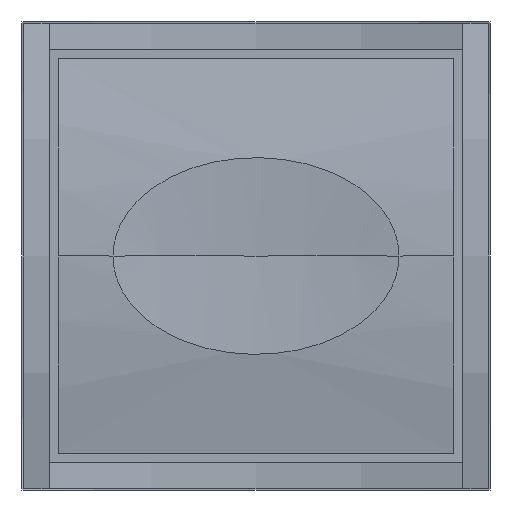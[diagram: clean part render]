
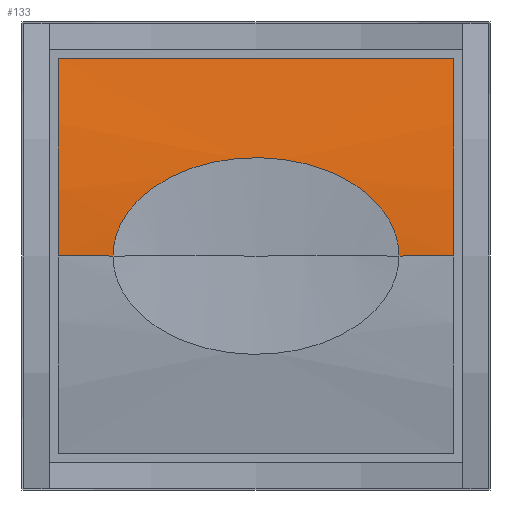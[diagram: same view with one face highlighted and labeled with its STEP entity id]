
A CAD part, front view. The second image highlights one B-rep face of the part: STEP entity #133.
In plain terms, the highlighted cylindrical face has radius 33.976 mm (diameter 67.952 mm), a partial arc.
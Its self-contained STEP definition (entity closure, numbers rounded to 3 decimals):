
#3=CARTESIAN_POINT('POINT2',(5.5,-10.2,0.));
#4=VERTEX_POINT('VERTEX2',#3);
#12=CARTESIAN_POINT('POINT3',(-5.5,-10.2,0.));
#13=VERTEX_POINT('VERTEX3',#12);
#14=B_SPLINE_CURVE_WITH_KNOTS('SPLINE_CRV1',3,(#15,#16,#17,#18,#19,#20,
   #21,#22,#23,#24,#25,#26,#27,#28,#29,#30,#31,#32,#33,#34,#35,#36,#37),
   .UNSPECIFIED.,.F.,.F.,(4,2,2,2,2,3,2,2,2,2,4),(0.842,
   0.877,0.911,0.964,
   1.017,1.122,1.228,
   1.281,1.334,1.368,
   1.403),.UNSPECIFIED.);
#15=CARTESIAN_POINT('',(5.5,-10.2,0.));
#16=CARTESIAN_POINT('',(5.5,-10.2,0.294));
#17=CARTESIAN_POINT('',(5.447,-10.196,
   0.609));
#18=CARTESIAN_POINT('',(5.234,-10.18,
   1.204));
#19=CARTESIAN_POINT('',(5.075,-10.168,
   1.483));
#20=CARTESIAN_POINT('',(4.635,-10.138,
   2.079));
#21=CARTESIAN_POINT('',(4.306,-10.117,
   2.384));
#22=CARTESIAN_POINT('',(3.566,-10.077,
   2.905));
#23=CARTESIAN_POINT('',(3.156,-10.057,
   3.119));
#24=CARTESIAN_POINT('',(1.854,-10.007,
   3.628));
#25=CARTESIAN_POINT('',(0.894,-9.989,
   3.783));
#26=CARTESIAN_POINT('',(0.,-9.989,
   3.783));
#27=CARTESIAN_POINT('',(-0.894,-9.989,
   3.783));
#28=CARTESIAN_POINT('',(-1.854,-10.007,
   3.628));
#29=CARTESIAN_POINT('',(-3.156,-10.057,
   3.119));
#30=CARTESIAN_POINT('',(-3.566,-10.077,
   2.905));
#31=CARTESIAN_POINT('',(-4.306,-10.117,
   2.384));
#32=CARTESIAN_POINT('',(-4.635,-10.138,
   2.079));
#33=CARTESIAN_POINT('',(-5.075,-10.168,
   1.483));
#34=CARTESIAN_POINT('',(-5.234,-10.18,
   1.204));
#35=CARTESIAN_POINT('',(-5.447,-10.196,
   0.609));
#36=CARTESIAN_POINT('',(-5.5,-10.2,0.294));
#37=CARTESIAN_POINT('',(-5.5,-10.2,0.));
#38=EDGE_CURVE('EDGE2',#4,#13,#14,.T.);
#85=CARTESIAN_POINT('POINT4',(7.6,-10.2,0.)
   );
#86=VERTEX_POINT('VERTEX4',#85);
#87=CARTESIAN_POINT('POS4',(-8.95,-10.2,0.)
   );
#88=DIRECTION('DIR7',(-1.,0.,
   0.));
#89=VECTOR('VEC1',#88,1.);
#90=LINE('STRAIGHT1',#87,#89);
#91=EDGE_CURVE('EDGE5',#86,#4,#90,.T.);
#92=ORIENTED_EDGE('COEDGE7',*,*,#91,.F.);
#93=CARTESIAN_POINT('POINT5',(7.6,-9.339,7.6))
   ;
#94=VERTEX_POINT('VERTEX5',#93);
#95=CARTESIAN_POINT('POS5',(7.6,23.776,
   0.));
#96=DIRECTION('DIR8',(1.,0.,
   0.));
#97=DIRECTION('DIR9',(0.,-1.,
   0.));
#98=AXIS2_PLACEMENT_3D('AXIS4',#95,#96,#97);
#99=CIRCLE('ELLIPSE3',#98,33.976);
#100=EDGE_CURVE('EDGE6',#94,#86,#99,.T.);
#101=ORIENTED_EDGE('COEDGE8',*,*,#100,.F.);
#102=CARTESIAN_POINT('POINT6',(-7.6,-9.339,7.6
   ));
#103=VERTEX_POINT('VERTEX6',#102);
#104=CARTESIAN_POINT('POS6',(-8.95,-9.339,7.6)
   );
#105=DIRECTION('DIR10',(1.,0.,
   0.));
#106=VECTOR('VEC2',#105,25.4);
#107=LINE('STRAIGHT2',#104,#106);
#108=EDGE_CURVE('EDGE7',#103,#94,#107,.T.);
#109=ORIENTED_EDGE('COEDGE9',*,*,#108,.F.);
#110=CARTESIAN_POINT('POINT7',(-7.6,-10.2,
   0.));
#111=VERTEX_POINT('VERTEX7',#110);
#112=CARTESIAN_POINT('POS7',(-7.6,23.776,
   0.));
#113=DIRECTION('DIR11',(-1.,0.,
   0.));
#114=DIRECTION('DIR12',(0.,-1.,
   0.));
#115=AXIS2_PLACEMENT_3D('AXIS5',#112,#113,#114);
#116=CIRCLE('ELLIPSE4',#115,33.976);
#117=EDGE_CURVE('EDGE8',#111,#103,#116,.T.);
#118=ORIENTED_EDGE('COEDGE10',*,*,#117,.F.);
#119=CARTESIAN_POINT('POS8',(-8.95,-10.2,0.
   ));
#120=DIRECTION('DIR13',(-1.,0.,
   0.));
#121=VECTOR('VEC3',#120,1.);
#122=LINE('STRAIGHT3',#119,#121);
#123=EDGE_CURVE('EDGE9',#13,#111,#122,.T.);
#124=ORIENTED_EDGE('COEDGE11',*,*,#123,.F.);
#125=ORIENTED_EDGE('COEDGE12',*,*,#38,.F.);
#126=EDGE_LOOP('NONE',(#92,#101,#109,#118,#124,#125));
#127=FACE_BOUND('LOOP1',#126,.T.);
#128=CARTESIAN_POINT('POS9',(-8.95,23.776,
   0.));
#129=DIRECTION('DIR14',(1.,0.,
   0.));
#130=DIRECTION('DIR15',(0.,-1.,
   0.));
#131=AXIS2_PLACEMENT_3D('AXIS6',#128,#129,#130);
#132=CYLINDRICAL_SURFACE('CONE_SURF1',#131,33.976);
#133=ADVANCED_FACE('FACE3',(#127),#132,.T.);
